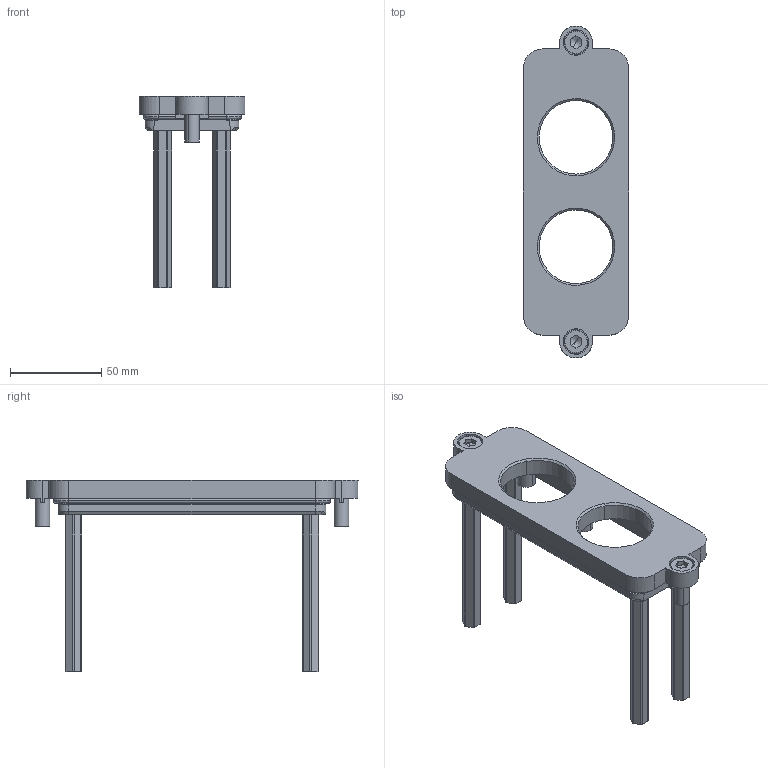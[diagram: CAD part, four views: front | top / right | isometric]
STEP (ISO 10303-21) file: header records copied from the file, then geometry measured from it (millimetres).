
FILE_DESCRIPTION(('CATIA V5 STEP Exchange','CAx-IF Rec.Pracs.--- Model Styling and Organization---1.4--- 2014-01-23'),'2;1');
FILE_NAME ('13404029_3', '2019-10-31T08:53:13+00:00', ('none'), ('Weidmueller'), 'CATIA Version 5-6 Release 2016 SP3 HF44', 'CATIA V5 STEP AP214', 'none');
FILE_SCHEMA(('AUTOMOTIVE_DESIGN { 1 0 10303 214 1 1 1 1 }'));
Length unit declared in the file: millimetre
Products named in the file (1): 1253580000
Bounding box: 58 x 182 x 105 mm (x, y, z)
Volume: 112531.1 mm3; surface area: 46410.9 mm2
Topology: 1 solids, 9 shells, 382 faces, 938 edges, 584 vertices
Faces by surface type: plane 168, cylinder 148, cone 36, torus 30
Entity records: 10331 total; most frequent: CARTESIAN_POINT 2181, ORIENTED_EDGE 1852, DIRECTION 1300, EDGE_CURVE 926, AXIS2_PLACEMENT_3D 630, VERTEX_POINT 584, VECTOR 449, LINE 449
